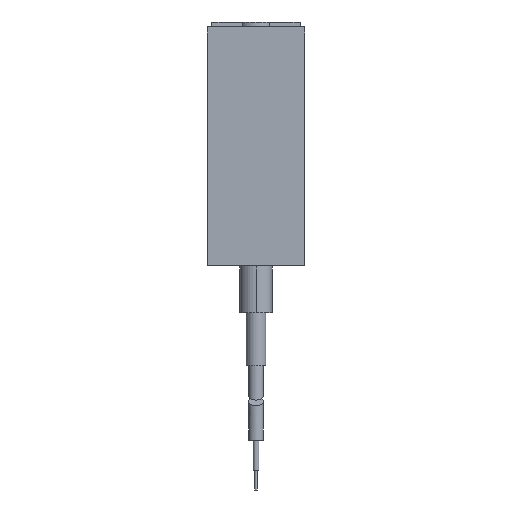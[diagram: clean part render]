
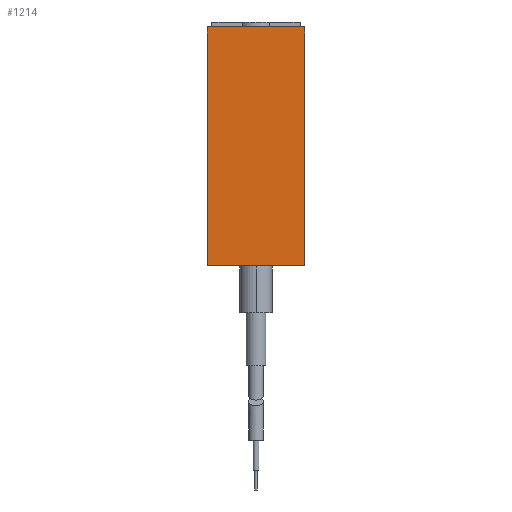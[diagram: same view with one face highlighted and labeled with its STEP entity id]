
A CAD part, front view. The second image highlights one B-rep face of the part: STEP entity #1214.
In plain terms, the highlighted planar face has unit normal (0, -1, 0).
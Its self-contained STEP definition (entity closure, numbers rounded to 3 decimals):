
#1154=CARTESIAN_POINT('POINT87',(12.446,-25.019,60.96));
#1155=VERTEX_POINT('VERTEX87',#1154);
#1162=CARTESIAN_POINT('POINT88',(12.446,-25.019,0.));
#1163=VERTEX_POINT('VERTEX88',#1162);
#1164=CARTESIAN_POINT('POS118',(12.446,-25.019,30.48));
#1165=DIRECTION('DIR173',(0.,0.,-1.));
#1166=VECTOR('VEC63',#1165,25.4);
#1167=LINE('STRAIGHT63',#1164,#1166);
#1168=EDGE_CURVE('EDGE123',#1155,#1163,#1167,.T.);
#1184=CARTESIAN_POINT('POINT89',(-12.446,-25.019,60.96));
#1185=VERTEX_POINT('VERTEX89',#1184);
#1186=CARTESIAN_POINT('POINT90',(-12.446,-25.019,0.));
#1187=VERTEX_POINT('VERTEX90',#1186);
#1188=CARTESIAN_POINT('POS121',(-12.446,-25.019,30.48));
#1189=DIRECTION('DIR177',(0.,0.,-1.));
#1190=VECTOR('VEC65',#1189,25.4);
#1191=LINE('STRAIGHT65',#1188,#1190);
#1192=EDGE_CURVE('EDGE125',#1185,#1187,#1191,.T.);
#1193=ORIENTED_EDGE('COEDGE193',*,*,#1192,.T.);
#1194=CARTESIAN_POINT('POS122',(0.,-25.019,
   0.));
#1195=DIRECTION('DIR178',(-1.,0.,0.));
#1196=VECTOR('VEC66',#1195,25.4);
#1197=LINE('STRAIGHT66',#1194,#1196);
#1198=EDGE_CURVE('EDGE126',#1163,#1187,#1197,.T.);
#1199=ORIENTED_EDGE('COEDGE194',*,*,#1198,.F.);
#1200=ORIENTED_EDGE('COEDGE195',*,*,#1168,.F.);
#1201=CARTESIAN_POINT('POS123',(0.,-25.019,
   60.96));
#1202=DIRECTION('DIR179',(1.,0.,0.));
#1203=VECTOR('VEC67',#1202,25.4);
#1204=LINE('STRAIGHT67',#1201,#1203);
#1205=EDGE_CURVE('EDGE127',#1185,#1155,#1204,.T.);
#1206=ORIENTED_EDGE('COEDGE196',*,*,#1205,.F.);
#1207=EDGE_LOOP('NONE',(#1193,#1199,#1200,#1206));
#1208=FACE_BOUND('LOOP1',#1207,.T.);
#1209=CARTESIAN_POINT('POS124',(0.,-25.019,
   30.48));
#1210=DIRECTION('DIR180',(0.,1.,0.));
#1211=DIRECTION('DIR181',(1.,0.,0.));
#1212=AXIS2_PLACEMENT_3D('AXIS57',#1209,#1210,#1211);
#1213=PLANE('PLANE20',#1212);
#1214=ADVANCED_FACE('FACE48',(#1208),#1213,.F.);
